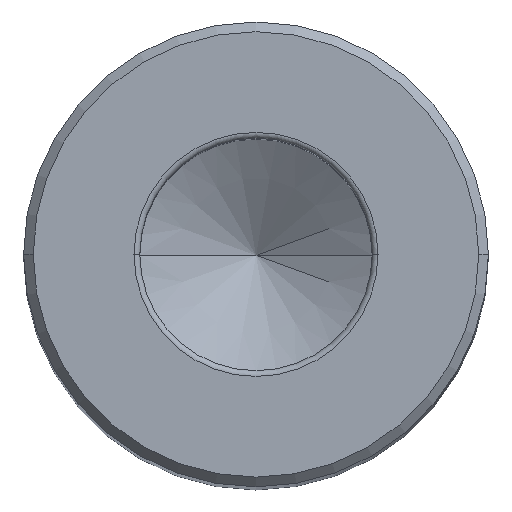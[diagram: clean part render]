
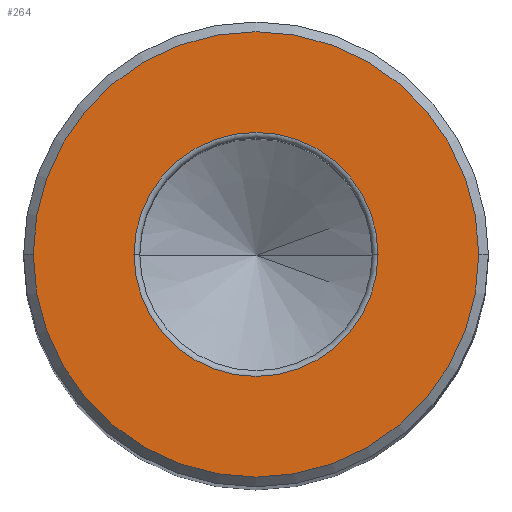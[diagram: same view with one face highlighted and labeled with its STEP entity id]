
A CAD part, top view. The second image highlights one B-rep face of the part: STEP entity #264.
In plain terms, the highlighted planar face has unit normal (0, 0, 1).
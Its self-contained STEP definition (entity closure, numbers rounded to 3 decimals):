
#12 = ORIENTED_EDGE ( 'NONE', *, *, #199, .T. ) ;
#49 = DIRECTION ( 'NONE',  ( 1., 0., 0. ) ) ;
#93 = CARTESIAN_POINT ( 'NONE',  ( 0., 0., 0. ) ) ;
#97 = DIRECTION ( 'NONE',  ( 0., 0., 1. ) ) ;
#114 = DIRECTION ( 'NONE',  ( 1., 0., 0. ) ) ;
#117 = ORIENTED_EDGE ( 'NONE', *, *, #438, .T. ) ;
#133 = CARTESIAN_POINT ( 'NONE',  ( -6.3, 0., 0. ) ) ;
#136 = EDGE_CURVE ( 'NONE', #608, #611, #411, .T. ) ;
#140 = AXIS2_PLACEMENT_3D ( 'NONE', #242, #294, #191 ) ;
#152 = DIRECTION ( 'NONE',  ( 0., 0., 1. ) ) ;
#162 = AXIS2_PLACEMENT_3D ( 'NONE', #627, #285, #292 ) ;
#184 = EDGE_LOOP ( 'NONE', ( #606, #117 ) ) ;
#191 = DIRECTION ( 'NONE',  ( 1., 0., 0. ) ) ;
#199 = EDGE_CURVE ( 'NONE', #611, #608, #352, .T. ) ;
#219 = CARTESIAN_POINT ( 'NONE',  ( -11.5, 0., 0. ) ) ;
#227 = CARTESIAN_POINT ( 'NONE',  ( 6.3, 0., 0. ) ) ;
#240 = FACE_BOUND ( 'NONE', #355, .T. ) ;
#242 = CARTESIAN_POINT ( 'NONE',  ( 0., 0., 0. ) ) ;
#246 = VERTEX_POINT ( 'NONE', #340 ) ;
#264 = ADVANCED_FACE ( 'NONE', ( #240, #442 ), #582, .T. ) ;
#285 = DIRECTION ( 'NONE',  ( 0., 0., -1. ) ) ;
#292 = DIRECTION ( 'NONE',  ( 1., 0., 0. ) ) ;
#294 = DIRECTION ( 'NONE',  ( 0., 0., 1. ) ) ;
#316 = DIRECTION ( 'NONE',  ( 0., 0., -1. ) ) ;
#335 = AXIS2_PLACEMENT_3D ( 'NONE', #351, #316, #114 ) ;
#340 = CARTESIAN_POINT ( 'NONE',  ( 11.5, 0., 0. ) ) ;
#351 = CARTESIAN_POINT ( 'NONE',  ( 0., 0., 0. ) ) ;
#352 = CIRCLE ( 'NONE', #162, 6.3 ) ;
#353 = CIRCLE ( 'NONE', #140, 11.5 ) ;
#355 = EDGE_LOOP ( 'NONE', ( #460, #12 ) ) ;
#372 = VERTEX_POINT ( 'NONE', #219 ) ;
#405 = DIRECTION ( 'NONE',  ( 1., 0., 0. ) ) ;
#411 = CIRCLE ( 'NONE', #335, 6.3 ) ;
#413 = AXIS2_PLACEMENT_3D ( 'NONE', #93, #152, #405 ) ;
#433 = EDGE_CURVE ( 'NONE', #372, #246, #353, .T. ) ;
#438 = EDGE_CURVE ( 'NONE', #246, #372, #544, .T. ) ;
#442 = FACE_OUTER_BOUND ( 'NONE', #184, .T. ) ;
#460 = ORIENTED_EDGE ( 'NONE', *, *, #136, .T. ) ;
#544 = CIRCLE ( 'NONE', #628, 11.5 ) ;
#582 = PLANE ( 'NONE',  #413 ) ;
#606 = ORIENTED_EDGE ( 'NONE', *, *, #433, .T. ) ;
#608 = VERTEX_POINT ( 'NONE', #227 ) ;
#611 = VERTEX_POINT ( 'NONE', #133 ) ;
#626 = CARTESIAN_POINT ( 'NONE',  ( 0., 0., 0. ) ) ;
#627 = CARTESIAN_POINT ( 'NONE',  ( 0., 0., 0. ) ) ;
#628 = AXIS2_PLACEMENT_3D ( 'NONE', #626, #97, #49 ) ;
